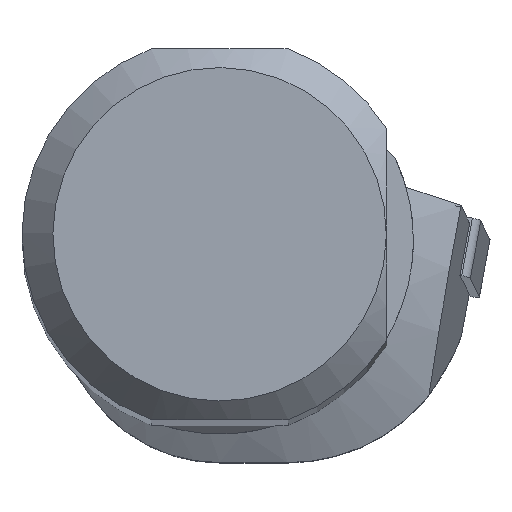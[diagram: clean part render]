
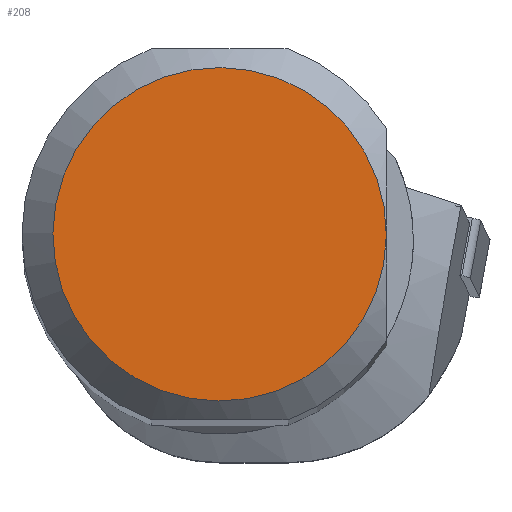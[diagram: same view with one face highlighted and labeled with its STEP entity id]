
A CAD part, top view. The second image highlights one B-rep face of the part: STEP entity #208.
In plain terms, the highlighted planar face has unit normal (0, 0, 1).
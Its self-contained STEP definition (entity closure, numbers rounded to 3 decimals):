
#162=FACE_OUTER_BOUND('',#412,.T.);
#208=ADVANCED_FACE('CU_SU_BP3',(#162),#239,.F.);
#239=PLANE('',#1080);
#412=EDGE_LOOP('',(#619));
#619=ORIENTED_EDGE('',*,*,#871,.T.);
#758=VERTEX_POINT('',#1723);
#871=EDGE_CURVE('',#758,#758,#913,.T.);
#913=CIRCLE('',#1073,13.489);
#1073=AXIS2_PLACEMENT_3D('',#1722,#1296,#1297);
#1080=AXIS2_PLACEMENT_3D('',#1743,#1311,#1312);
#1296=DIRECTION('',(0.,0.,1.));
#1297=DIRECTION('',(-0.983,0.181,0.));
#1311=DIRECTION('',(0.,0.,-1.));
#1312=DIRECTION('',(-0.983,0.181,0.));
#1722=CARTESIAN_POINT('',(0.,0.,
0.));
#1723=CARTESIAN_POINT('',(-13.265,2.447,0.));
#1743=CARTESIAN_POINT('',(-15.989,0.,0.));
